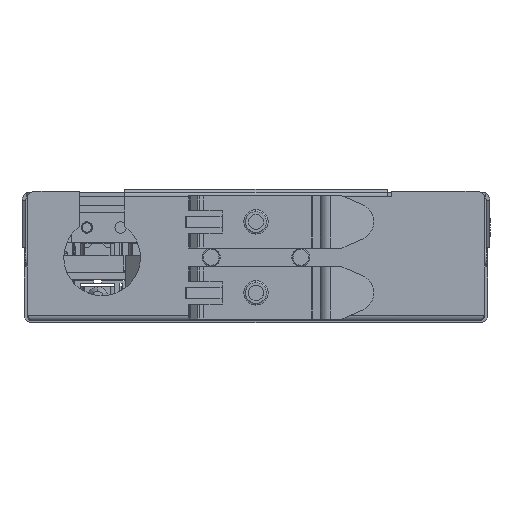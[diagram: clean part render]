
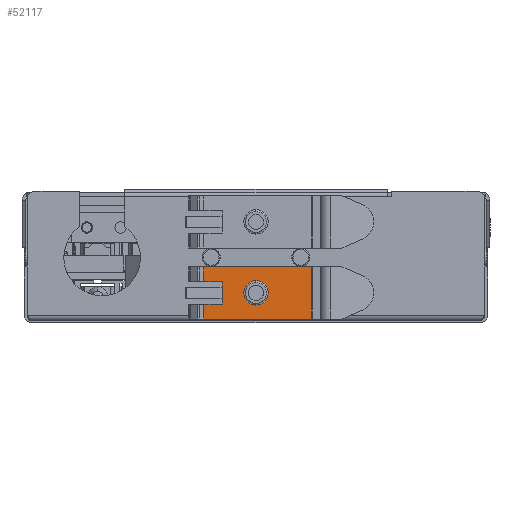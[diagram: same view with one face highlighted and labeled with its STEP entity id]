
A CAD part, front view. The second image highlights one B-rep face of the part: STEP entity #52117.
In plain terms, the highlighted planar face has unit normal (0, -1, 0).
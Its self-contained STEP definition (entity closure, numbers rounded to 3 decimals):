
#451 = DIRECTION ( 'NONE',  ( 1., 0., 0. ) ) ;
#864 = VECTOR ( 'NONE', #43923, 1000. ) ;
#919 = CARTESIAN_POINT ( 'NONE',  ( -13.956, -1.8, 0.5 ) ) ;
#2874 = PLANE ( 'NONE',  #12573 ) ;
#3557 = CARTESIAN_POINT ( 'NONE',  ( -14., -1.8, 0.5 ) ) ;
#3675 = VECTOR ( 'NONE', #451, 1000. ) ;
#3903 = AXIS2_PLACEMENT_3D ( 'NONE', #5069, #42621, #10431 ) ;
#4919 = DIRECTION ( 'NONE',  ( 0., -1., 0. ) ) ;
#5069 = CARTESIAN_POINT ( 'NONE',  ( 0., -1.8, 7.5 ) ) ;
#5919 = EDGE_CURVE ( 'NONE', #16736, #7574, #32149, .T. ) ;
#6743 = AXIS2_PLACEMENT_3D ( 'NONE', #37086, #4919, #42478 ) ;
#7574 = VERTEX_POINT ( 'NONE', #32816 ) ;
#8465 = CARTESIAN_POINT ( 'NONE',  ( -9., -1.8, 10.5 ) ) ;
#9160 = LINE ( 'NONE', #28453, #21796 ) ;
#9357 = VECTOR ( 'NONE', #24137, 1000. ) ;
#9566 = VECTOR ( 'NONE', #51738, 1000. ) ;
#10431 = DIRECTION ( 'NONE',  ( 0., 0., -1. ) ) ;
#12415 = ORIENTED_EDGE ( 'NONE', *, *, #64807, .F. ) ;
#12573 = AXIS2_PLACEMENT_3D ( 'NONE', #30163, #67705, #35566 ) ;
#15351 = VERTEX_POINT ( 'NONE', #29114 ) ;
#16009 = CARTESIAN_POINT ( 'NONE',  ( -9., -1.8, 6. ) ) ;
#16309 = VERTEX_POINT ( 'NONE', #28528 ) ;
#16736 = VERTEX_POINT ( 'NONE', #16009 ) ;
#16917 = EDGE_LOOP ( 'NONE', ( #52098, #17072, #52069, #59351, #26672, #12415, #49168, #39875, #39465, #56354 ) ) ;
#17072 = ORIENTED_EDGE ( 'NONE', *, *, #27585, .F. ) ;
#18352 = VECTOR ( 'NONE', #65176, 1000. ) ;
#18526 = EDGE_CURVE ( 'NONE', #25167, #36079, #57975, .T. ) ;
#19670 = EDGE_CURVE ( 'NONE', #29411, #42544, #19804, .T. ) ;
#19789 = CARTESIAN_POINT ( 'NONE',  ( -9., -1.8, 9. ) ) ;
#19804 = CIRCLE ( 'NONE', #3903, 3.26 ) ;
#19962 = CARTESIAN_POINT ( 'NONE',  ( -9., -1.8, 6. ) ) ;
#20582 = LINE ( 'NONE', #3557, #33180 ) ;
#20610 = EDGE_CURVE ( 'NONE', #42544, #29411, #48786, .T. ) ;
#20789 = VECTOR ( 'NONE', #41558, 1000. ) ;
#21796 = VECTOR ( 'NONE', #50053, 1000. ) ;
#23849 = LINE ( 'NONE', #46339, #9566 ) ;
#23872 = FACE_BOUND ( 'NONE', #40920, .T. ) ;
#24137 = DIRECTION ( 'NONE',  ( 1., 0., 0. ) ) ;
#24779 = VECTOR ( 'NONE', #27726, 1000. ) ;
#25167 = VERTEX_POINT ( 'NONE', #29651 ) ;
#25626 = CARTESIAN_POINT ( 'NONE',  ( 0., -1.8, 10.76 ) ) ;
#26672 = ORIENTED_EDGE ( 'NONE', *, *, #40221, .F. ) ;
#27585 = EDGE_CURVE ( 'NONE', #16736, #58717, #49356, .T. ) ;
#27726 = DIRECTION ( 'NONE',  ( 0., 0., 1. ) ) ;
#28453 = CARTESIAN_POINT ( 'NONE',  ( -9., -1.8, 14.5 ) ) ;
#28528 = CARTESIAN_POINT ( 'NONE',  ( -13.956, -1.8, 0.5 ) ) ;
#28763 = EDGE_CURVE ( 'NONE', #7574, #15351, #23849, .T. ) ;
#29114 = CARTESIAN_POINT ( 'NONE',  ( -13.956, -1.8, 4.5 ) ) ;
#29411 = VERTEX_POINT ( 'NONE', #25626 ) ;
#29651 = CARTESIAN_POINT ( 'NONE',  ( 14.956, -1.8, 14.5 ) ) ;
#30163 = CARTESIAN_POINT ( 'NONE',  ( -14., -1.8, 14.5 ) ) ;
#32149 = LINE ( 'NONE', #65893, #44695 ) ;
#32816 = CARTESIAN_POINT ( 'NONE',  ( -9., -1.8, 4.5 ) ) ;
#33180 = VECTOR ( 'NONE', #69320, 1000. ) ;
#35419 = EDGE_CURVE ( 'NONE', #58145, #63518, #46526, .T. ) ;
#35566 = DIRECTION ( 'NONE',  ( 0., 0., 1. ) ) ;
#36079 = VERTEX_POINT ( 'NONE', #42960 ) ;
#36324 = CARTESIAN_POINT ( 'NONE',  ( -13.956, -1.8, 10.5 ) ) ;
#36335 = EDGE_CURVE ( 'NONE', #48507, #25167, #64790, .T. ) ;
#37086 = CARTESIAN_POINT ( 'NONE',  ( 0., -1.8, 7.5 ) ) ;
#37369 = EDGE_CURVE ( 'NONE', #63518, #58717, #9160, .T. ) ;
#39465 = ORIENTED_EDGE ( 'NONE', *, *, #40680, .F. ) ;
#39875 = ORIENTED_EDGE ( 'NONE', *, *, #36335, .F. ) ;
#40221 = EDGE_CURVE ( 'NONE', #16309, #15351, #55044, .T. ) ;
#40680 = EDGE_CURVE ( 'NONE', #58145, #48507, #46938, .T. ) ;
#40920 = EDGE_LOOP ( 'NONE', ( #55863, #55198 ) ) ;
#41558 = DIRECTION ( 'NONE',  ( 0., 0., 1. ) ) ;
#42478 = DIRECTION ( 'NONE',  ( 0., 0., -1. ) ) ;
#42544 = VERTEX_POINT ( 'NONE', #62333 ) ;
#42621 = DIRECTION ( 'NONE',  ( 0., -1., 0. ) ) ;
#42960 = CARTESIAN_POINT ( 'NONE',  ( 14.956, -1.8, 0.5 ) ) ;
#43923 = DIRECTION ( 'NONE',  ( 0., 0., -1. ) ) ;
#44695 = VECTOR ( 'NONE', #60511, 1000. ) ;
#46339 = CARTESIAN_POINT ( 'NONE',  ( -14., -1.8, 4.5 ) ) ;
#46526 = LINE ( 'NONE', #64794, #3675 ) ;
#46938 = LINE ( 'NONE', #54186, #18352 ) ;
#48507 = VERTEX_POINT ( 'NONE', #59132 ) ;
#48786 = CIRCLE ( 'NONE', #6743, 3.26 ) ;
#49168 = ORIENTED_EDGE ( 'NONE', *, *, #18526, .F. ) ;
#49356 = LINE ( 'NONE', #19962, #20789 ) ;
#50053 = DIRECTION ( 'NONE',  ( 0., 0., -1. ) ) ;
#51738 = DIRECTION ( 'NONE',  ( -1., 0., 0. ) ) ;
#52069 = ORIENTED_EDGE ( 'NONE', *, *, #5919, .T. ) ;
#52098 = ORIENTED_EDGE ( 'NONE', *, *, #37369, .T. ) ;
#52117 = ADVANCED_FACE ( 'NONE', ( #52441, #23872 ), #2874, .F. ) ;
#52441 = FACE_OUTER_BOUND ( 'NONE', #16917, .T. ) ;
#54186 = CARTESIAN_POINT ( 'NONE',  ( -13.956, -1.8, 0.5 ) ) ;
#54732 = CARTESIAN_POINT ( 'NONE',  ( 14.956, -1.8, 14.5 ) ) ;
#55044 = LINE ( 'NONE', #919, #24779 ) ;
#55198 = ORIENTED_EDGE ( 'NONE', *, *, #19670, .F. ) ;
#55863 = ORIENTED_EDGE ( 'NONE', *, *, #20610, .F. ) ;
#56354 = ORIENTED_EDGE ( 'NONE', *, *, #35419, .T. ) ;
#57975 = LINE ( 'NONE', #54732, #864 ) ;
#58145 = VERTEX_POINT ( 'NONE', #36324 ) ;
#58717 = VERTEX_POINT ( 'NONE', #19789 ) ;
#59132 = CARTESIAN_POINT ( 'NONE',  ( -13.956, -1.8, 14.5 ) ) ;
#59351 = ORIENTED_EDGE ( 'NONE', *, *, #28763, .T. ) ;
#60511 = DIRECTION ( 'NONE',  ( 0., 0., -1. ) ) ;
#61644 = CARTESIAN_POINT ( 'NONE',  ( -14., -1.8, 14.5 ) ) ;
#62333 = CARTESIAN_POINT ( 'NONE',  ( 0., -1.8, 4.24 ) ) ;
#63518 = VERTEX_POINT ( 'NONE', #8465 ) ;
#64790 = LINE ( 'NONE', #61644, #9357 ) ;
#64794 = CARTESIAN_POINT ( 'NONE',  ( -14., -1.8, 10.5 ) ) ;
#64807 = EDGE_CURVE ( 'NONE', #36079, #16309, #20582, .T. ) ;
#65176 = DIRECTION ( 'NONE',  ( 0., 0., 1. ) ) ;
#65893 = CARTESIAN_POINT ( 'NONE',  ( -9., -1.8, 14.5 ) ) ;
#67705 = DIRECTION ( 'NONE',  ( 0., 1., 0. ) ) ;
#69320 = DIRECTION ( 'NONE',  ( -1., 0., 0. ) ) ;
